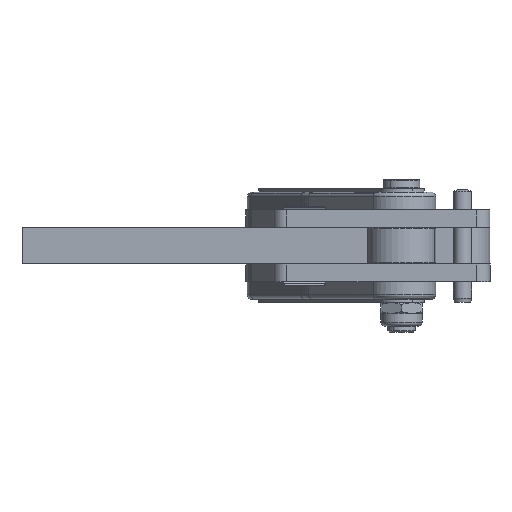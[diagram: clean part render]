
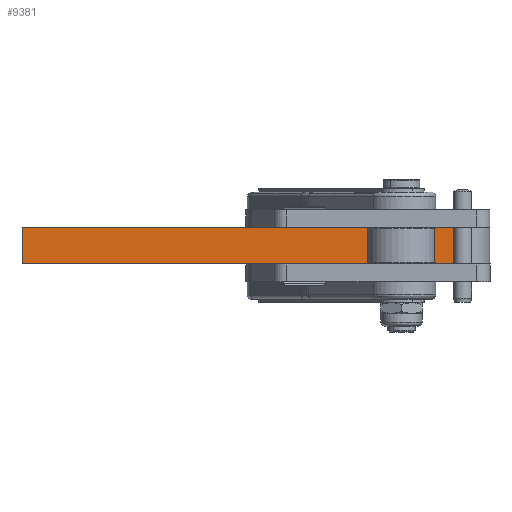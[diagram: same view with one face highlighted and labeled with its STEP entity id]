
A CAD part, front view. The second image highlights one B-rep face of the part: STEP entity #9381.
In plain terms, the highlighted planar face has unit normal (0, -1, 0).
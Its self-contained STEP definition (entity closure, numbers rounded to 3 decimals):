
#8442=CARTESIAN_POINT('',(-52.56,-30.667,13.212));
#8443=VERTEX_POINT('',#8442);
#8515=CARTESIAN_POINT('',(-15.729,-30.667,13.212));
#8516=VERTEX_POINT('',#8515);
#8524=CARTESIAN_POINT('',(-33.391,-30.667,13.212));
#8525=VERTEX_POINT('',#8524);
#8866=CARTESIAN_POINT('',(-52.56,-30.667,-2.788));
#8867=VERTEX_POINT('',#8866);
#8938=CARTESIAN_POINT('',(-33.391,-30.667,-2.788));
#8939=VERTEX_POINT('',#8938);
#8947=CARTESIAN_POINT('',(-15.729,-30.667,-2.788));
#8948=VERTEX_POINT('',#8947);
#9012=CARTESIAN_POINT('',(27.44,-30.667,13.212));
#9013=VERTEX_POINT('',#9012);
#9021=CARTESIAN_POINT('',(27.44,-30.667,-2.788));
#9022=VERTEX_POINT('',#9021);
#9023=CARTESIAN_POINT('',(27.44,-30.667,-2.788));
#9024=DIRECTION('',(0.0,0.0,1.0));
#9025=VECTOR('',#9024,16.0);
#9026=LINE('',#9023,#9025);
#9027=EDGE_CURVE('',#9022,#9013,#9026,.T.);
#9091=CARTESIAN_POINT('',(27.44,-30.667,-2.788));
#9092=DIRECTION('',(-1.0,0.0,0.0));
#9093=VECTOR('',#9092,43.169);
#9094=LINE('',#9091,#9093);
#9095=EDGE_CURVE('',#9022,#8948,#9094,.T.);
#9098=CARTESIAN_POINT('',(-33.391,-30.667,-2.788));
#9099=DIRECTION('',(-1.0,0.0,0.0));
#9100=VECTOR('',#9099,19.169);
#9101=LINE('',#9098,#9100);
#9102=EDGE_CURVE('',#8939,#8867,#9101,.T.);
#9148=CARTESIAN_POINT('',(-15.729,-30.667,13.212));
#9149=DIRECTION('',(1.0,0.0,0.0));
#9150=VECTOR('',#9149,43.169);
#9151=LINE('',#9148,#9150);
#9152=EDGE_CURVE('',#8516,#9013,#9151,.T.);
#9160=CARTESIAN_POINT('',(-52.56,-30.667,13.212));
#9161=DIRECTION('',(1.0,0.0,0.0));
#9162=VECTOR('',#9161,19.169);
#9163=LINE('',#9160,#9162);
#9164=EDGE_CURVE('',#8443,#8525,#9163,.T.);
#9224=CARTESIAN_POINT('',(-19.757,-30.667,-2.788));
#9225=VERTEX_POINT('',#9224);
#9226=CARTESIAN_POINT('',(-15.729,-30.667,-2.788));
#9227=DIRECTION('',(-1.0,0.0,0.0));
#9228=VECTOR('',#9227,4.029);
#9229=LINE('',#9226,#9228);
#9230=EDGE_CURVE('',#8948,#9225,#9229,.T.);
#9265=CARTESIAN_POINT('',(-162.56,-30.667,13.212));
#9266=VERTEX_POINT('',#9265);
#9273=CARTESIAN_POINT('',(-52.56,-30.667,13.212));
#9274=DIRECTION('',(-1.0,0.0,0.0));
#9275=VECTOR('',#9274,110.);
#9276=LINE('',#9273,#9275);
#9277=EDGE_CURVE('',#8443,#9266,#9276,.T.);
#9282=CARTESIAN_POINT('',(-29.362,-30.667,13.212));
#9283=VERTEX_POINT('',#9282);
#9284=CARTESIAN_POINT('',(-29.362,-30.667,13.212));
#9285=DIRECTION('',(-1.0,0.0,0.0));
#9286=VECTOR('',#9285,4.029);
#9287=LINE('',#9284,#9286);
#9288=EDGE_CURVE('',#9283,#8525,#9287,.T.);
#9314=CARTESIAN_POINT('',(-162.56,-30.667,-2.788));
#9315=VERTEX_POINT('',#9314);
#9322=CARTESIAN_POINT('',(-162.56,-30.667,-2.788));
#9323=DIRECTION('',(0.0,0.0,1.0));
#9324=VECTOR('',#9323,16.0);
#9325=LINE('',#9322,#9324);
#9326=EDGE_CURVE('',#9315,#9266,#9325,.T.);
#9331=CARTESIAN_POINT('',(27.44,-30.667,-2.788));
#9332=DIRECTION('',(0.0,-1.0,0.0));
#9333=DIRECTION('',(0.0,0.0,-1.0));
#9334=AXIS2_PLACEMENT_3D('',#9331,#9332,#9333);
#9335=PLANE('',#9334);
#9336=ORIENTED_EDGE('',*,*,#9152,.F.);
#9337=CARTESIAN_POINT('',(-19.757,-30.667,13.212));
#9338=VERTEX_POINT('',#9337);
#9339=CARTESIAN_POINT('',(-15.729,-30.667,13.212));
#9340=DIRECTION('',(-1.0,0.0,0.0));
#9341=VECTOR('',#9340,4.029);
#9342=LINE('',#9339,#9341);
#9343=EDGE_CURVE('',#8516,#9338,#9342,.T.);
#9344=ORIENTED_EDGE('',*,*,#9343,.T.);
#9345=CARTESIAN_POINT('',(-19.757,-30.667,13.212));
#9346=DIRECTION('',(-1.0,0.0,0.0));
#9347=VECTOR('',#9346,9.605);
#9348=LINE('',#9345,#9347);
#9349=EDGE_CURVE('',#9338,#9283,#9348,.T.);
#9350=ORIENTED_EDGE('',*,*,#9349,.T.);
#9351=ORIENTED_EDGE('',*,*,#9288,.T.);
#9352=ORIENTED_EDGE('',*,*,#9164,.F.);
#9353=ORIENTED_EDGE('',*,*,#9277,.T.);
#9354=ORIENTED_EDGE('',*,*,#9326,.F.);
#9355=CARTESIAN_POINT('',(-52.56,-30.667,-2.788));
#9356=DIRECTION('',(-1.0,0.0,0.0));
#9357=VECTOR('',#9356,110.);
#9358=LINE('',#9355,#9357);
#9359=EDGE_CURVE('',#8867,#9315,#9358,.T.);
#9360=ORIENTED_EDGE('',*,*,#9359,.F.);
#9361=ORIENTED_EDGE('',*,*,#9102,.F.);
#9362=CARTESIAN_POINT('',(-29.362,-30.667,-2.788));
#9363=VERTEX_POINT('',#9362);
#9364=CARTESIAN_POINT('',(-29.362,-30.667,-2.788));
#9365=DIRECTION('',(-1.0,0.0,0.0));
#9366=VECTOR('',#9365,4.029);
#9367=LINE('',#9364,#9366);
#9368=EDGE_CURVE('',#9363,#8939,#9367,.T.);
#9369=ORIENTED_EDGE('',*,*,#9368,.F.);
#9370=CARTESIAN_POINT('',(-19.757,-30.667,-2.788));
#9371=DIRECTION('',(-1.0,0.0,0.0));
#9372=VECTOR('',#9371,9.605);
#9373=LINE('',#9370,#9372);
#9374=EDGE_CURVE('',#9225,#9363,#9373,.T.);
#9375=ORIENTED_EDGE('',*,*,#9374,.F.);
#9376=ORIENTED_EDGE('',*,*,#9230,.F.);
#9377=ORIENTED_EDGE('',*,*,#9095,.F.);
#9378=ORIENTED_EDGE('',*,*,#9027,.T.);
#9379=EDGE_LOOP('',(#9336,#9344,#9350,#9351,#9352,#9353,#9354,#9360,#9361,#9369,#9375,#9376,#9377,#9378));
#9380=FACE_OUTER_BOUND('',#9379,.T.);
#9381=ADVANCED_FACE('',(#9380),#9335,.T.);
